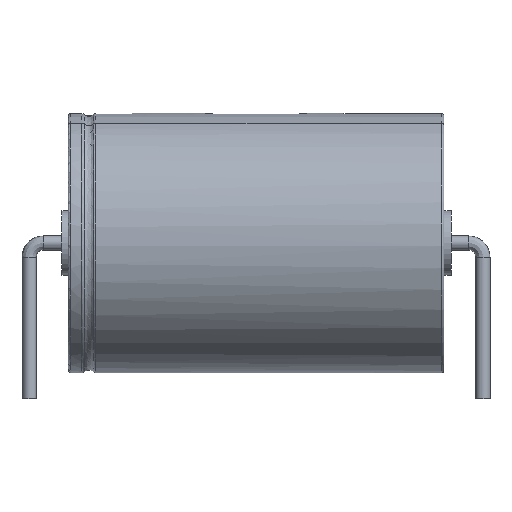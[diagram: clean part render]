
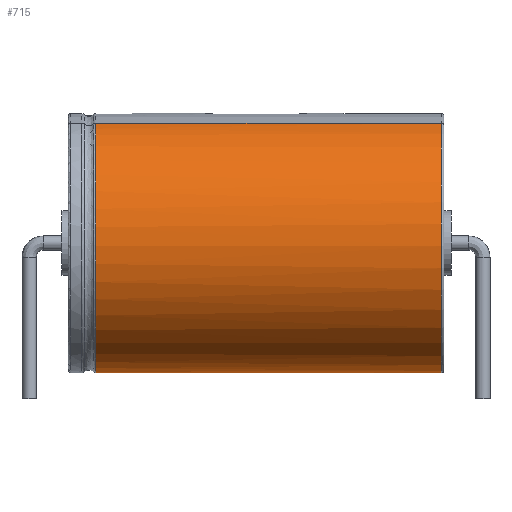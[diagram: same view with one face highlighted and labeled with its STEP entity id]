
A CAD part, front view. The second image highlights one B-rep face of the part: STEP entity #715.
In plain terms, the highlighted cylindrical face has radius 10 mm (diameter 20 mm), a partial arc.
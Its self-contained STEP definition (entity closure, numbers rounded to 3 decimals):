
#167=DIRECTION('',(-1.,0.,0.));
#181=DIRECTION('',(0.,0.383,0.924));
#284=VECTOR('',#285,1.);
#285=DIRECTION('',(1.,0.,0.));
#584=VERTEX_POINT('',#585);
#585=CARTESIAN_POINT('',(-12.365,3.827,19.239));
#593=ORIENTED_EDGE('',*,*,#594,.T.);
#594=EDGE_CURVE('',#584,#595,#597,.T.);
#595=VERTEX_POINT('',#596);
#596=CARTESIAN_POINT('',(-12.365,-3.827,19.239));
#597=B_SPLINE_CURVE_WITH_KNOTS('',12,(#598,#599,#600,#601,#602,#603,#604,#605,#606,#607,#608,#609,#610,#611,#612,#613,#614,#615,#616,#617,#618,#619,#620,#621,#622,#623,#624,#625,#626,#627,#628,#629,#630,#631,#632),.UNSPECIFIED.,.F.,.F.,(13,11,11,13),(-2.342,0.,54.978,57.32),.UNSPECIFIED.);
#598=CARTESIAN_POINT('',(-12.365,1.663,20.135));
#599=CARTESIAN_POINT('',(-12.365,1.844,20.06));
#600=CARTESIAN_POINT('',(-12.365,2.026,19.985));
#601=CARTESIAN_POINT('',(-12.365,2.207,19.91));
#602=CARTESIAN_POINT('',(-12.365,2.388,19.835));
#603=CARTESIAN_POINT('',(-12.365,2.568,19.76));
#604=CARTESIAN_POINT('',(-12.365,2.749,19.685));
#605=CARTESIAN_POINT('',(-12.365,2.929,19.611));
#606=CARTESIAN_POINT('',(-12.365,3.109,19.536));
#607=CARTESIAN_POINT('',(-12.365,3.289,19.462));
#608=CARTESIAN_POINT('',(-12.365,3.468,19.387));
#609=CARTESIAN_POINT('',(-12.365,3.648,19.313));
#610=CARTESIAN_POINT('',(-12.365,8.03,17.498));
#611=CARTESIAN_POINT('',(-12.365,11.434,13.643));
#612=CARTESIAN_POINT('',(-12.365,12.782,8.078));
#613=CARTESIAN_POINT('',(-12.365,11.028,2.111));
#614=CARTESIAN_POINT('',(-12.365,6.651,-2.331));
#615=CARTESIAN_POINT('',(-12.365,0.,-4.558));
#616=CARTESIAN_POINT('',(-12.365,-6.651,-2.331));
#617=CARTESIAN_POINT('',(-12.365,-11.028,2.111));
#618=CARTESIAN_POINT('',(-12.365,-12.782,8.078));
#619=CARTESIAN_POINT('',(-12.365,-11.434,13.643));
#620=CARTESIAN_POINT('',(-12.365,-8.03,17.498));
#621=CARTESIAN_POINT('',(-12.365,-3.648,19.313));
#622=CARTESIAN_POINT('',(-12.365,-3.468,19.387));
#623=CARTESIAN_POINT('',(-12.365,-3.289,19.462));
#624=CARTESIAN_POINT('',(-12.365,-3.109,19.536));
#625=CARTESIAN_POINT('',(-12.365,-2.929,19.611));
#626=CARTESIAN_POINT('',(-12.365,-2.749,19.685));
#627=CARTESIAN_POINT('',(-12.365,-2.568,19.76));
#628=CARTESIAN_POINT('',(-12.365,-2.388,19.835));
#629=CARTESIAN_POINT('',(-12.365,-2.207,19.91));
#630=CARTESIAN_POINT('',(-12.365,-2.026,19.985));
#631=CARTESIAN_POINT('',(-12.365,-1.844,20.06));
#632=CARTESIAN_POINT('',(-12.365,-1.663,20.135));
#715=ADVANCED_FACE('',(#716),#735,.T.);
#716=FACE_BOUND('',#717,.F.);
#717=EDGE_LOOP('',(#718,#593,#724,#730));
#718=ORIENTED_EDGE('',*,*,#719,.F.);
#719=EDGE_CURVE('',#584,#720,#722,.T.);
#720=VERTEX_POINT('',#721);
#721=CARTESIAN_POINT('',(14.3,3.827,19.239));
#722=LINE('',#723,#284);
#723=CARTESIAN_POINT('',(-12.5,3.827,19.239));
#724=ORIENTED_EDGE('',*,*,#725,.T.);
#725=EDGE_CURVE('',#595,#726,#728,.T.);
#726=VERTEX_POINT('',#727);
#727=CARTESIAN_POINT('',(14.3,-3.827,19.239));
#728=LINE('',#729,#284);
#729=CARTESIAN_POINT('',(-12.5,-3.827,19.239));
#730=ORIENTED_EDGE('',*,*,#731,.F.);
#731=EDGE_CURVE('',#720,#726,#732,.T.);
#732=CIRCLE('',#733,10.);
#733=AXIS2_PLACEMENT_3D('',#734,#167,#181);
#734=CARTESIAN_POINT('',(14.3,0.,10.));
#735=CYLINDRICAL_SURFACE('',#736,10.);
#736=AXIS2_PLACEMENT_3D('',#737,#285,#181);
#737=CARTESIAN_POINT('',(-12.5,0.,10.));
